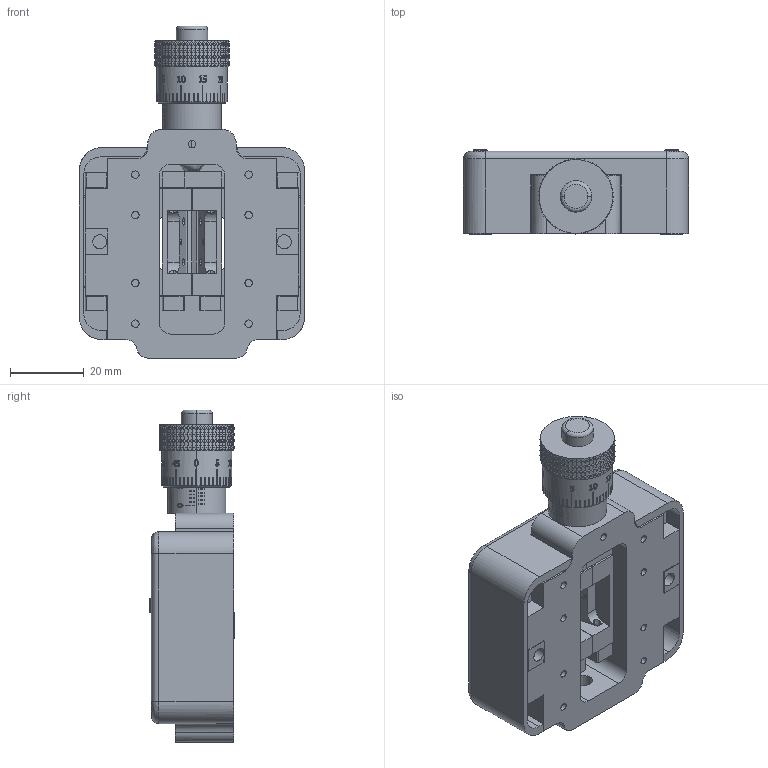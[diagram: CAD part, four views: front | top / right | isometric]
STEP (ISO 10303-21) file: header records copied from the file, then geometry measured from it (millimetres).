
FILE_DESCRIPTION(/* description */ (''),/* implementation_level */ '2;1');
FILE_NAME(/* name */ '04_HTS-400',/* time_stamp */ '2025-04-10T08:57:50+03:00',/* author */ (''),/* organization */ (''),/* preprocessor_version */ 'ST-DEVELOPER v16.5',/* originating_system */ 'Rhino 7.34',/* authorisation */ '');
FILE_SCHEMA (('AUTOMOTIVE_DESIGN'));
Products named in the file (1): Document
Bounding box: 61 x 23 x 90 mm (x, y, z)
Volume: 57323.8 mm3; surface area: 43344 mm2
Topology: 33 solids, 33 shells, 3021 faces, 7809 edges, 5166 vertices
Faces by surface type: plane 2170, cylinder 522, bspline 329
Entity records: 100116 total; most frequent: CARTESIAN_POINT 42814, ORIENTED_EDGE 15530, EDGE_CURVE 7765, B_SPLINE_CURVE_WITH_KNOTS 5227, VERTEX_POINT 5118, EDGE_LOOP 3541, ADVANCED_FACE 3021, FACE_OUTER_BOUND 3021
